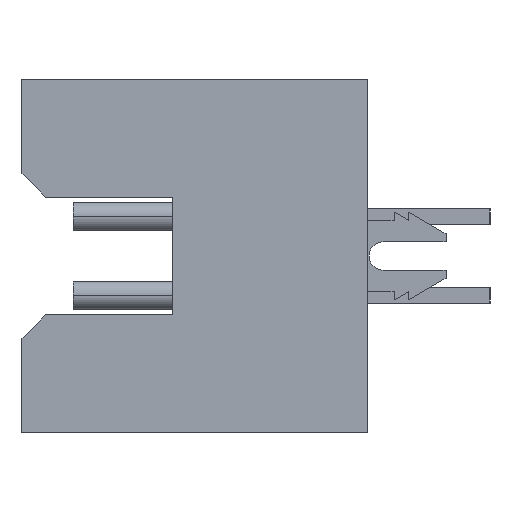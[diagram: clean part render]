
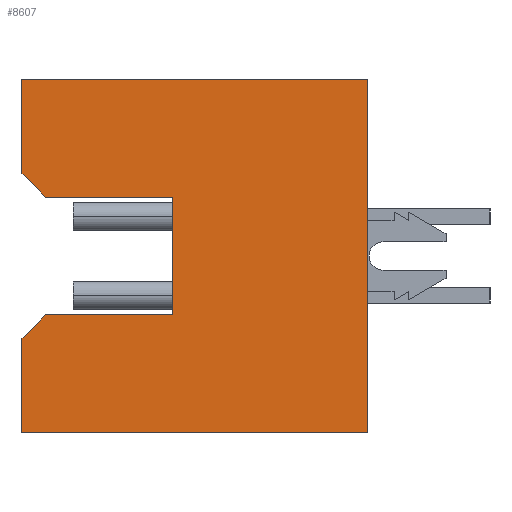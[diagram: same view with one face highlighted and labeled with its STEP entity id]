
A CAD part, left-side view. The second image highlights one B-rep face of the part: STEP entity #8607.
In plain terms, the highlighted planar face has unit normal (-1, 0, 0).
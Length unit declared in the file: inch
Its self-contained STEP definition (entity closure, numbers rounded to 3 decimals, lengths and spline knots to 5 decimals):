
#143 = VERTEX_POINT ( 'NONE', #6787 ) ;
#188 = EDGE_CURVE ( 'NONE', #10597, #4237, #8664, .T. ) ;
#508 = CARTESIAN_POINT ( 'NONE',  ( -0.6625, 0.22, 0.1125 ) ) ;
#551 = DIRECTION ( 'NONE',  ( 0., 0., 1. ) ) ;
#708 = ORIENTED_EDGE ( 'NONE', *, *, #2579, .T. ) ;
#818 = LINE ( 'NONE', #4024, #11690 ) ;
#1490 = ORIENTED_EDGE ( 'NONE', *, *, #5558, .F. ) ;
#1533 = CARTESIAN_POINT ( 'NONE',  ( -0.6625, 0.22, 0.1125 ) ) ;
#1890 = DIRECTION ( 'NONE',  ( 0., 0., -1. ) ) ;
#2080 = ORIENTED_EDGE ( 'NONE', *, *, #3939, .T. ) ;
#2240 = EDGE_CURVE ( 'NONE', #10602, #6966, #6006, .T. ) ;
#2289 = VECTOR ( 'NONE', #2889, 39.37008 ) ;
#2423 = VERTEX_POINT ( 'NONE', #3138 ) ;
#2526 = CARTESIAN_POINT ( 'NONE',  ( -0.6625, 0.316, -0.0375 ) ) ;
#2579 = EDGE_CURVE ( 'NONE', #6046, #6966, #3613, .T. ) ;
#2729 = LINE ( 'NONE', #3703, #8484 ) ;
#2758 = CARTESIAN_POINT ( 'NONE',  ( -0.6625, 0.22, -0.1125 ) ) ;
#2786 = LINE ( 'NONE', #11288, #5352 ) ;
#2889 = DIRECTION ( 'NONE',  ( 0., -1., 0. ) ) ;
#2944 = DIRECTION ( 'NONE',  ( 1., 0., 0. ) ) ;
#2992 = CARTESIAN_POINT ( 'NONE',  ( -0.6625, 0.316, 0.0375 ) ) ;
#3073 = EDGE_CURVE ( 'NONE', #143, #6046, #13413, .T. ) ;
#3138 = CARTESIAN_POINT ( 'NONE',  ( -0.6625, 0.124, 0.0375 ) ) ;
#3272 = CARTESIAN_POINT ( 'NONE',  ( -0.6625, 0., -0.1125 ) ) ;
#3313 = ORIENTED_EDGE ( 'NONE', *, *, #188, .F. ) ;
#3613 = LINE ( 'NONE', #6898, #12773 ) ;
#3703 = CARTESIAN_POINT ( 'NONE',  ( -0.6625, 0.124, -0.0375 ) ) ;
#3783 = EDGE_CURVE ( 'NONE', #8387, #11629, #2786, .T. ) ;
#3939 = EDGE_CURVE ( 'NONE', #11629, #2423, #8556, .T. ) ;
#4024 = CARTESIAN_POINT ( 'NONE',  ( -0.6625, 0.22, -0.1125 ) ) ;
#4237 = VERTEX_POINT ( 'NONE', #9250 ) ;
#4481 = DIRECTION ( 'NONE',  ( 0., -1., 0. ) ) ;
#4882 = DIRECTION ( 'NONE',  ( 0., -1., 0. ) ) ;
#4936 = DIRECTION ( 'NONE',  ( 0., -0.707, -0.707 ) ) ;
#5057 = DIRECTION ( 'NONE',  ( 0., 0.707, -0.707 ) ) ;
#5269 = ORIENTED_EDGE ( 'NONE', *, *, #3783, .T. ) ;
#5352 = VECTOR ( 'NONE', #4936, 39.37008 ) ;
#5460 = CARTESIAN_POINT ( 'NONE',  ( -0.6625, 0.22, 0.0525 ) ) ;
#5558 = EDGE_CURVE ( 'NONE', #8387, #10602, #8058, .T. ) ;
#5935 = ORIENTED_EDGE ( 'NONE', *, *, #6781, .T. ) ;
#6006 = LINE ( 'NONE', #1533, #6399 ) ;
#6046 = VERTEX_POINT ( 'NONE', #3272 ) ;
#6114 = AXIS2_PLACEMENT_3D ( 'NONE', #8378, #2944, #1890 ) ;
#6399 = VECTOR ( 'NONE', #4882, 39.37008 ) ;
#6781 = EDGE_CURVE ( 'NONE', #10597, #12638, #11537, .T. ) ;
#6787 = CARTESIAN_POINT ( 'NONE',  ( -0.6625, 0.22, -0.1125 ) ) ;
#6898 = CARTESIAN_POINT ( 'NONE',  ( -0.6625, 0., -0.1125 ) ) ;
#6966 = VERTEX_POINT ( 'NONE', #12225 ) ;
#7020 = DIRECTION ( 'NONE',  ( 0., 0., 1. ) ) ;
#7447 = VECTOR ( 'NONE', #7020, 39.37008 ) ;
#8058 = LINE ( 'NONE', #2758, #7447 ) ;
#8176 = EDGE_LOOP ( 'NONE', ( #5269, #2080, #9675, #3313, #5935, #8300, #8981, #708, #13258, #1490 ) ) ;
#8242 = PLANE ( 'NONE',  #6114 ) ;
#8269 = CARTESIAN_POINT ( 'NONE',  ( -0.6625, 0.22, -0.0525 ) ) ;
#8300 = ORIENTED_EDGE ( 'NONE', *, *, #9916, .F. ) ;
#8378 = CARTESIAN_POINT ( 'NONE',  ( -0.6625, 0.22, -0.1125 ) ) ;
#8387 = VERTEX_POINT ( 'NONE', #5460 ) ;
#8484 = VECTOR ( 'NONE', #12356, 39.37008 ) ;
#8556 = LINE ( 'NONE', #2992, #11154 ) ;
#8607 = ADVANCED_FACE ( 'NONE', ( #9418 ), #8242, .F. ) ;
#8664 = LINE ( 'NONE', #2526, #13760 ) ;
#8981 = ORIENTED_EDGE ( 'NONE', *, *, #3073, .T. ) ;
#9250 = CARTESIAN_POINT ( 'NONE',  ( -0.6625, 0.124, -0.0375 ) ) ;
#9255 = VECTOR ( 'NONE', #5057, 39.37008 ) ;
#9418 = FACE_OUTER_BOUND ( 'NONE', #8176, .T. ) ;
#9514 = CARTESIAN_POINT ( 'NONE',  ( -0.6625, 0.205, -0.0375 ) ) ;
#9675 = ORIENTED_EDGE ( 'NONE', *, *, #13401, .F. ) ;
#9916 = EDGE_CURVE ( 'NONE', #143, #12638, #818, .T. ) ;
#10597 = VERTEX_POINT ( 'NONE', #11184 ) ;
#10602 = VERTEX_POINT ( 'NONE', #508 ) ;
#11154 = VECTOR ( 'NONE', #11498, 39.37008 ) ;
#11184 = CARTESIAN_POINT ( 'NONE',  ( -0.6625, 0.205, -0.0375 ) ) ;
#11288 = CARTESIAN_POINT ( 'NONE',  ( -0.6625, 0.22, 0.0525 ) ) ;
#11498 = DIRECTION ( 'NONE',  ( 0., -1., 0. ) ) ;
#11537 = LINE ( 'NONE', #9514, #9255 ) ;
#11539 = CARTESIAN_POINT ( 'NONE',  ( -0.6625, 0.205, 0.0375 ) ) ;
#11629 = VERTEX_POINT ( 'NONE', #11539 ) ;
#11690 = VECTOR ( 'NONE', #12258, 39.37008 ) ;
#12225 = CARTESIAN_POINT ( 'NONE',  ( -0.6625, 0., 0.1125 ) ) ;
#12258 = DIRECTION ( 'NONE',  ( 0., 0., 1. ) ) ;
#12356 = DIRECTION ( 'NONE',  ( 0., 0., 1. ) ) ;
#12376 = CARTESIAN_POINT ( 'NONE',  ( -0.6625, 0.22, -0.1125 ) ) ;
#12638 = VERTEX_POINT ( 'NONE', #8269 ) ;
#12773 = VECTOR ( 'NONE', #551, 39.37008 ) ;
#13258 = ORIENTED_EDGE ( 'NONE', *, *, #2240, .F. ) ;
#13401 = EDGE_CURVE ( 'NONE', #4237, #2423, #2729, .T. ) ;
#13413 = LINE ( 'NONE', #12376, #2289 ) ;
#13760 = VECTOR ( 'NONE', #4481, 39.37008 ) ;
